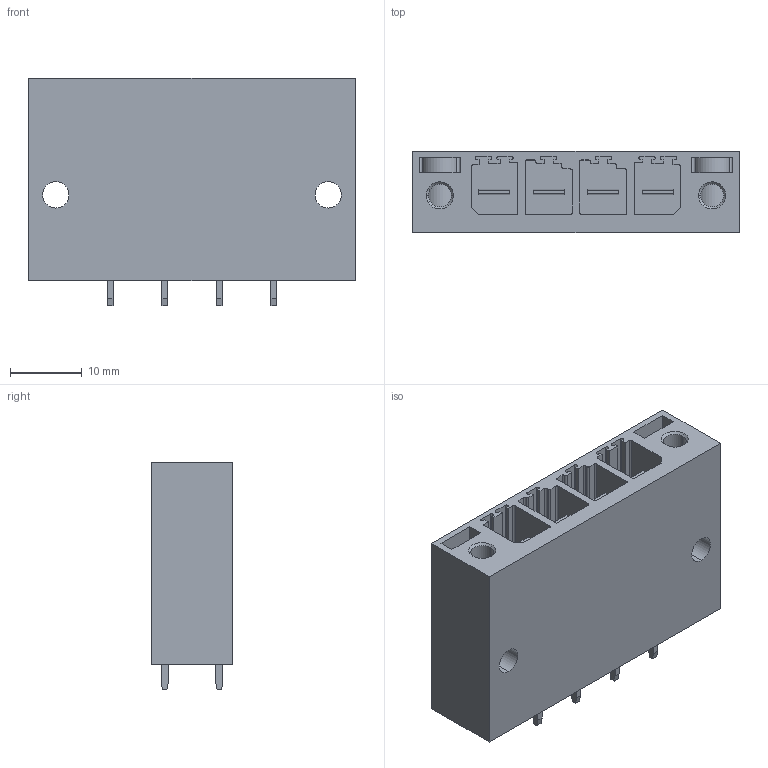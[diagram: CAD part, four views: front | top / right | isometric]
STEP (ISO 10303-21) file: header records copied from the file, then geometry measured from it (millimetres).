
FILE_DESCRIPTION(('CATIA V5 STEP Exchange','CAx-IF Rec.Pracs.--- Model Styling and Organization---1.2---2011-12-15'),'2;1');
FILE_NAME ('D1459411_0_1930730000_1930730000.stp','2018-11-29T04:02:17+00:00',('none'),('Weidmueller'),'CATIA Version 5-6 Release 2014','CATIA V5 STEP AP214','none');
FILE_SCHEMA(('AUTOMOTIVE_DESIGN { 1 0 10303 214 1 1 1 1 }'));
Length unit declared in the file: millimetre
Products named in the file (1): 1930730000
Bounding box: 45.72 x 11.4 x 31.8 mm (x, y, z)
Volume: 10076.6 mm3; surface area: 9865.6 mm2
Topology: 5 solids, 5 shells, 352 faces, 1002 edges, 664 vertices
Faces by surface type: plane 284, cylinder 64, cone 4
Entity records: 9297 total; most frequent: ORIENTED_EDGE 2004, CARTESIAN_POINT 1533, DIRECTION 1146, EDGE_CURVE 838, VECTOR 714, LINE 714, VERTEX_POINT 540, EDGE_LOOP 384
